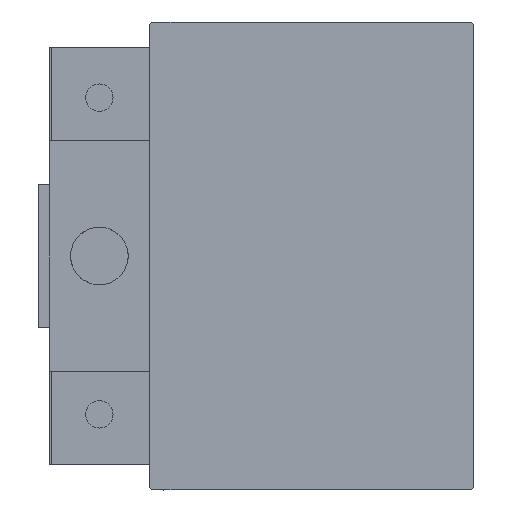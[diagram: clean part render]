
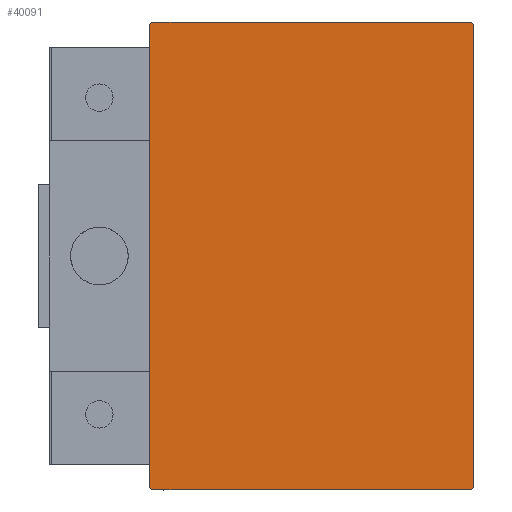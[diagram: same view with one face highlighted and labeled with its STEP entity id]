
A CAD part, left-side view. The second image highlights one B-rep face of the part: STEP entity #40091.
In plain terms, the highlighted face is planar.
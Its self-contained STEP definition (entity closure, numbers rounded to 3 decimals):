
#597 = DIRECTION ( 'NONE',  ( 0., -0.707, 0.707 ) ) ;
#708 = CARTESIAN_POINT ( 'NONE',  ( 170., 22.2, 32.5 ) ) ;
#1017 = EDGE_CURVE ( 'NONE', #32863, #31332, #44877, .T. ) ;
#1162 = DIRECTION ( 'NONE',  ( 0., -1., 0. ) ) ;
#1353 = CARTESIAN_POINT ( 'NONE',  ( 170., -22.5, -32.5 ) ) ;
#2616 = ORIENTED_EDGE ( 'NONE', *, *, #26156, .T. ) ;
#2889 = CARTESIAN_POINT ( 'NONE',  ( 170., -27.35, -27.35 ) ) ;
#4854 = DIRECTION ( 'NONE',  ( 1., 0., 0. ) ) ;
#6059 = VERTEX_POINT ( 'NONE', #28825 ) ;
#6127 = DIRECTION ( 'NONE',  ( 0., 0.707, 0.707 ) ) ;
#7023 = DIRECTION ( 'NONE',  ( 0., 0., 1. ) ) ;
#7241 = CARTESIAN_POINT ( 'NONE',  ( 170., 22.5, -32.2 ) ) ;
#8787 = DIRECTION ( 'NONE',  ( 0., 1., 0. ) ) ;
#8992 = ORIENTED_EDGE ( 'NONE', *, *, #49465, .T. ) ;
#10470 = CARTESIAN_POINT ( 'NONE',  ( 170., 27.35, -27.35 ) ) ;
#10630 = ORIENTED_EDGE ( 'NONE', *, *, #50724, .T. ) ;
#10743 = EDGE_CURVE ( 'NONE', #27744, #22533, #26479, .T. ) ;
#10994 = EDGE_LOOP ( 'NONE', ( #10630, #20768, #23493, #30735, #8992, #12586, #2616, #50622 ) ) ;
#11949 = LINE ( 'NONE', #47866, #15590 ) ;
#12075 = CARTESIAN_POINT ( 'NONE',  ( 170., 22.5, -32.5 ) ) ;
#12512 = CARTESIAN_POINT ( 'NONE',  ( 170., -22.5, 32.5 ) ) ;
#12586 = ORIENTED_EDGE ( 'NONE', *, *, #10743, .T. ) ;
#12788 = EDGE_CURVE ( 'NONE', #6059, #26358, #14965, .T. ) ;
#13568 = CARTESIAN_POINT ( 'NONE',  ( 170., -22.5, 32.2 ) ) ;
#14629 = CARTESIAN_POINT ( 'NONE',  ( 170., 22.5, 32.2 ) ) ;
#14965 = LINE ( 'NONE', #2889, #33157 ) ;
#15590 = VECTOR ( 'NONE', #1162, 1000. ) ;
#18402 = VECTOR ( 'NONE', #30068, 1000. ) ;
#20768 = ORIENTED_EDGE ( 'NONE', *, *, #1017, .T. ) ;
#21040 = PLANE ( 'NONE',  #23406 ) ;
#21638 = VERTEX_POINT ( 'NONE', #708 ) ;
#22533 = VERTEX_POINT ( 'NONE', #13568 ) ;
#22952 = VECTOR ( 'NONE', #6127, 1000. ) ;
#23406 = AXIS2_PLACEMENT_3D ( 'NONE', #47983, #4854, #36677 ) ;
#23493 = ORIENTED_EDGE ( 'NONE', *, *, #26654, .T. ) ;
#24200 = LINE ( 'NONE', #35493, #38936 ) ;
#24608 = VECTOR ( 'NONE', #8787, 1000. ) ;
#26156 = EDGE_CURVE ( 'NONE', #22533, #6059, #47922, .T. ) ;
#26358 = VERTEX_POINT ( 'NONE', #45833 ) ;
#26479 = LINE ( 'NONE', #42371, #18402 ) ;
#26654 = EDGE_CURVE ( 'NONE', #31332, #34779, #30119, .T. ) ;
#27744 = VERTEX_POINT ( 'NONE', #43922 ) ;
#28825 = CARTESIAN_POINT ( 'NONE',  ( 170., -22.5, -32.2 ) ) ;
#30068 = DIRECTION ( 'NONE',  ( 0., -0.707, -0.707 ) ) ;
#30119 = LINE ( 'NONE', #12075, #47710 ) ;
#30735 = ORIENTED_EDGE ( 'NONE', *, *, #36440, .T. ) ;
#31097 = DIRECTION ( 'NONE',  ( 0., 0.707, -0.707 ) ) ;
#31332 = VERTEX_POINT ( 'NONE', #7241 ) ;
#31752 = DIRECTION ( 'NONE',  ( 0., 0., -1. ) ) ;
#32863 = VERTEX_POINT ( 'NONE', #39687 ) ;
#33157 = VECTOR ( 'NONE', #31097, 1000. ) ;
#34779 = VERTEX_POINT ( 'NONE', #14629 ) ;
#35493 = CARTESIAN_POINT ( 'NONE',  ( 170., 27.35, 27.35 ) ) ;
#36440 = EDGE_CURVE ( 'NONE', #34779, #21638, #24200, .T. ) ;
#36677 = DIRECTION ( 'NONE',  ( 0., 0., -1. ) ) ;
#36933 = FACE_OUTER_BOUND ( 'NONE', #10994, .T. ) ;
#38936 = VECTOR ( 'NONE', #597, 1000. ) ;
#39687 = CARTESIAN_POINT ( 'NONE',  ( 170., 22.2, -32.5 ) ) ;
#40091 = ADVANCED_FACE ( 'NONE', ( #36933 ), #21040, .T. ) ;
#42371 = CARTESIAN_POINT ( 'NONE',  ( 170., -27.35, 27.35 ) ) ;
#43922 = CARTESIAN_POINT ( 'NONE',  ( 170., -22.2, 32.5 ) ) ;
#43940 = LINE ( 'NONE', #1353, #24608 ) ;
#44877 = LINE ( 'NONE', #10470, #22952 ) ;
#45273 = VECTOR ( 'NONE', #31752, 1000. ) ;
#45833 = CARTESIAN_POINT ( 'NONE',  ( 170., -22.2, -32.5 ) ) ;
#47710 = VECTOR ( 'NONE', #7023, 1000. ) ;
#47866 = CARTESIAN_POINT ( 'NONE',  ( 170., 22.5, 32.5 ) ) ;
#47922 = LINE ( 'NONE', #12512, #45273 ) ;
#47983 = CARTESIAN_POINT ( 'NONE',  ( 170., 0., 0. ) ) ;
#49465 = EDGE_CURVE ( 'NONE', #21638, #27744, #11949, .T. ) ;
#50622 = ORIENTED_EDGE ( 'NONE', *, *, #12788, .T. ) ;
#50724 = EDGE_CURVE ( 'NONE', #26358, #32863, #43940, .T. ) ;
